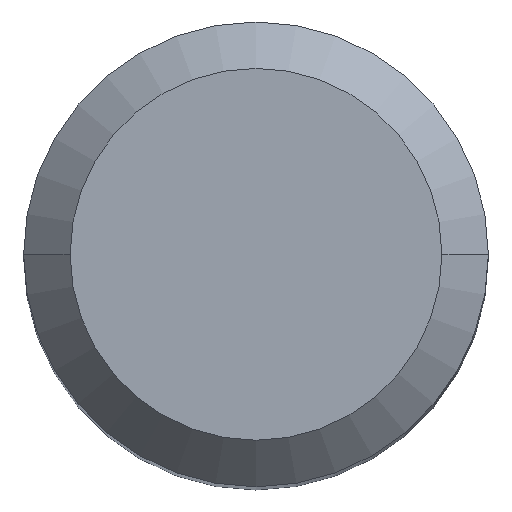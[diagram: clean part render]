
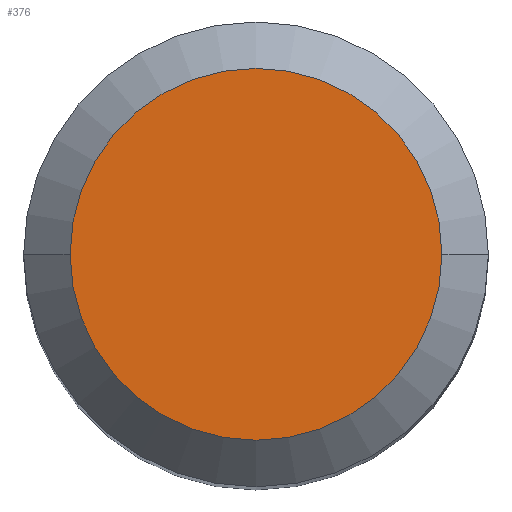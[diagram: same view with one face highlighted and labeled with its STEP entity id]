
A CAD part, top view. The second image highlights one B-rep face of the part: STEP entity #376.
In plain terms, the highlighted planar face has unit normal (0, 0, 1).
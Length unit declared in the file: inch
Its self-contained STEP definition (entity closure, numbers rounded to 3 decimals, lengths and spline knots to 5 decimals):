
#7 = AXIS2_PLACEMENT_3D ( 'NONE', #326, #462, #388 ) ;
#36 = EDGE_LOOP ( 'NONE', ( #427, #196 ) ) ;
#49 = DIRECTION ( 'NONE',  ( 1., 0., 0. ) ) ;
#84 = DIRECTION ( 'NONE',  ( 0., 0., 1. ) ) ;
#86 = FACE_OUTER_BOUND ( 'NONE', #36, .T. ) ;
#93 = DIRECTION ( 'NONE',  ( 1., 0., 0. ) ) ;
#146 = VERTEX_POINT ( 'NONE', #348 ) ;
#160 = CIRCLE ( 'NONE', #304, 0.15748 ) ;
#189 = CARTESIAN_POINT ( 'NONE',  ( 0.15748, 0., 0. ) ) ;
#196 = ORIENTED_EDGE ( 'NONE', *, *, #470, .T. ) ;
#218 = DIRECTION ( 'NONE',  ( 0., 0., 1. ) ) ;
#250 = PLANE ( 'NONE',  #7 ) ;
#278 = EDGE_CURVE ( 'NONE', #146, #346, #370, .T. ) ;
#304 = AXIS2_PLACEMENT_3D ( 'NONE', #469, #84, #49 ) ;
#326 = CARTESIAN_POINT ( 'NONE',  ( 0., 0., 0. ) ) ;
#346 = VERTEX_POINT ( 'NONE', #189 ) ;
#348 = CARTESIAN_POINT ( 'NONE',  ( -0.15748, 0., 0. ) ) ;
#370 = CIRCLE ( 'NONE', #407, 0.15748 ) ;
#376 = ADVANCED_FACE ( 'NONE', ( #86 ), #250, .F. ) ;
#388 = DIRECTION ( 'NONE',  ( -1., 0., 0. ) ) ;
#407 = AXIS2_PLACEMENT_3D ( 'NONE', #477, #218, #93 ) ;
#427 = ORIENTED_EDGE ( 'NONE', *, *, #278, .T. ) ;
#462 = DIRECTION ( 'NONE',  ( 0., 0., -1. ) ) ;
#469 = CARTESIAN_POINT ( 'NONE',  ( 0., 0., 0. ) ) ;
#470 = EDGE_CURVE ( 'NONE', #346, #146, #160, .T. ) ;
#477 = CARTESIAN_POINT ( 'NONE',  ( 0., 0., 0. ) ) ;
